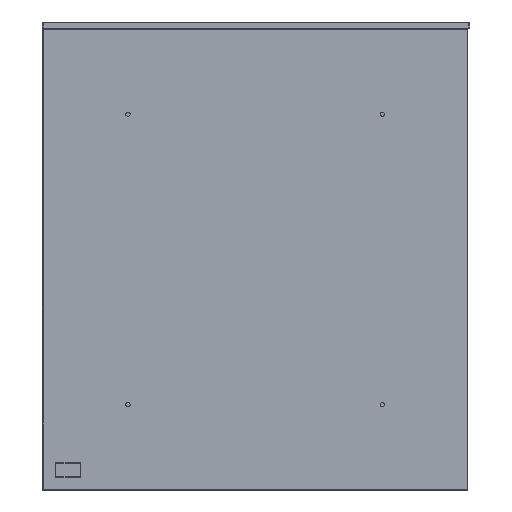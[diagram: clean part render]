
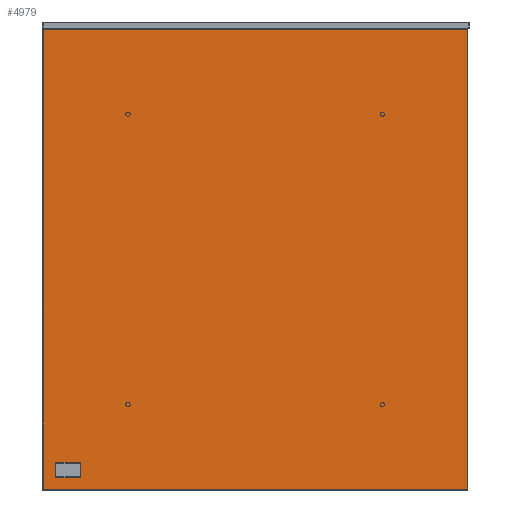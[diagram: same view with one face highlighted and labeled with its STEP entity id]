
A CAD part, left-side view. The second image highlights one B-rep face of the part: STEP entity #4979.
In plain terms, the highlighted planar face has unit normal (-1, 0, 0).
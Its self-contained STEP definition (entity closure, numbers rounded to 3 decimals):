
#4717=CARTESIAN_POINT('',(1846.092,3185.176,-2171.858));
#4718=VERTEX_POINT('',#4717);
#4719=CARTESIAN_POINT('',(1846.092,3185.176,-1634.12));
#4720=VERTEX_POINT('',#4719);
#4721=CARTESIAN_POINT('',(1846.092,3185.176,-2171.858));
#4722=DIRECTION('',(0.0,0.0,1.0));
#4723=VECTOR('',#4722,537.737);
#4724=LINE('',#4721,#4723);
#4725=EDGE_CURVE('',#4718,#4720,#4724,.T.);
#4748=CARTESIAN_POINT('',(1846.092,3184.845,-1633.789));
#4749=VERTEX_POINT('',#4748);
#4750=CARTESIAN_POINT('',(1846.092,3185.176,-1634.12));
#4751=DIRECTION('',(0.0,-0.707,0.707));
#4752=VECTOR('',#4751,0.469);
#4753=LINE('',#4750,#4752);
#4754=EDGE_CURVE('',#4720,#4749,#4753,.T.);
#4772=CARTESIAN_POINT('',(1846.092,2689.107,-1633.789));
#4773=VERTEX_POINT('',#4772);
#4774=CARTESIAN_POINT('',(1846.092,3184.845,-1633.789));
#4775=DIRECTION('',(0.0,-1.0,0.0));
#4776=VECTOR('',#4775,495.737);
#4777=LINE('',#4774,#4776);
#4778=EDGE_CURVE('',#4749,#4773,#4777,.T.);
#4805=CARTESIAN_POINT('',(1846.092,2688.776,-1634.12));
#4806=VERTEX_POINT('',#4805);
#4807=CARTESIAN_POINT('',(1846.092,2689.107,-1633.789));
#4808=DIRECTION('',(0.0,-0.707,-0.707));
#4809=VECTOR('',#4808,0.469);
#4810=LINE('',#4807,#4809);
#4811=EDGE_CURVE('',#4773,#4806,#4810,.T.);
#4836=CARTESIAN_POINT('',(1846.092,2688.776,-2171.858));
#4837=VERTEX_POINT('',#4836);
#4838=CARTESIAN_POINT('',(1846.092,2688.776,-1634.12));
#4839=DIRECTION('',(0.0,0.0,-1.0));
#4840=VECTOR('',#4839,537.737);
#4841=LINE('',#4838,#4840);
#4842=EDGE_CURVE('',#4806,#4837,#4841,.T.);
#4867=CARTESIAN_POINT('',(1846.092,2689.107,-2172.189));
#4868=VERTEX_POINT('',#4867);
#4869=CARTESIAN_POINT('',(1846.092,2688.776,-2171.858));
#4870=DIRECTION('',(0.0,0.707,-0.707));
#4871=VECTOR('',#4870,0.469);
#4872=LINE('',#4869,#4871);
#4873=EDGE_CURVE('',#4837,#4868,#4872,.T.);
#4896=CARTESIAN_POINT('',(1846.092,3184.845,-2172.189));
#4897=VERTEX_POINT('',#4896);
#4898=CARTESIAN_POINT('',(1846.092,2689.107,-2172.189));
#4899=DIRECTION('',(0.0,1.0,0.0));
#4900=VECTOR('',#4899,495.737);
#4901=LINE('',#4898,#4900);
#4902=EDGE_CURVE('',#4868,#4897,#4901,.T.);
#4920=CARTESIAN_POINT('',(1846.092,3184.845,-2172.189));
#4921=DIRECTION('',(0.0,0.707,0.707));
#4922=VECTOR('',#4921,0.469);
#4923=LINE('',#4920,#4922);
#4924=EDGE_CURVE('',#4897,#4718,#4923,.T.);
#4964=CARTESIAN_POINT('',(1846.092,2936.976,-2172.19));
#4965=DIRECTION('',(-1.0,0.0,0.0));
#4966=DIRECTION('',(0.0,0.0,1.0));
#4967=AXIS2_PLACEMENT_3D('',#4964,#4965,#4966);
#4968=PLANE('',#4967);
#4969=ORIENTED_EDGE('',*,*,#4725,.F.);
#4970=ORIENTED_EDGE('',*,*,#4924,.F.);
#4971=ORIENTED_EDGE('',*,*,#4902,.F.);
#4972=ORIENTED_EDGE('',*,*,#4873,.F.);
#4973=ORIENTED_EDGE('',*,*,#4842,.F.);
#4974=ORIENTED_EDGE('',*,*,#4811,.F.);
#4975=ORIENTED_EDGE('',*,*,#4778,.F.);
#4976=ORIENTED_EDGE('',*,*,#4754,.F.);
#4977=EDGE_LOOP('',(#4969,#4970,#4971,#4972,#4973,#4974,#4975,#4976));
#4978=FACE_OUTER_BOUND('',#4977,.T.);
#4979=ADVANCED_FACE('',(#4978),#4968,.T.);
